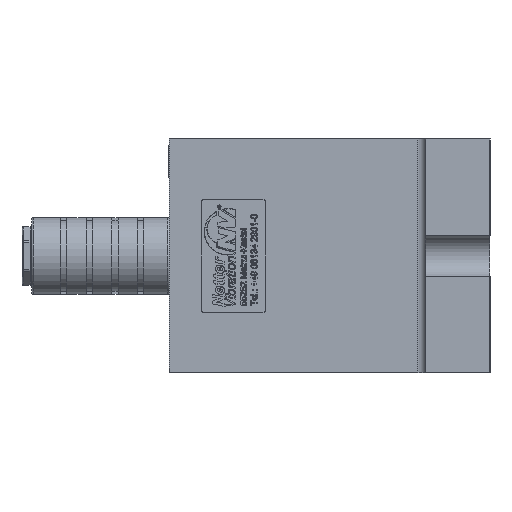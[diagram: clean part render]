
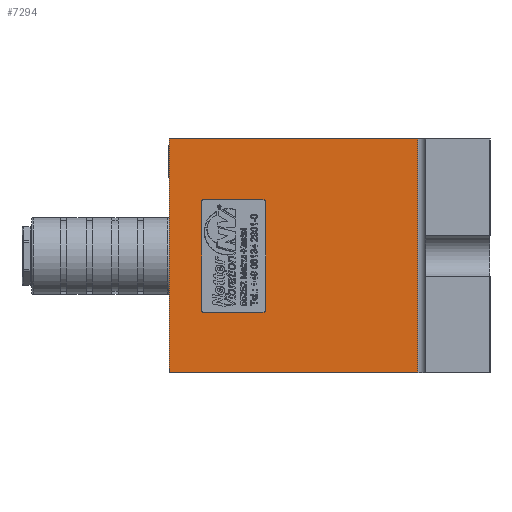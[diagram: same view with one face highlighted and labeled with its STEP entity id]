
A CAD part, left-side view. The second image highlights one B-rep face of the part: STEP entity #7294.
In plain terms, the highlighted planar face has unit normal (-1, 0, 0).
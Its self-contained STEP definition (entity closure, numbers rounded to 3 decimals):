
#235 = CARTESIAN_POINT ( 'NONE',  ( -50., 40., -17. ) ) ;
#385 = CARTESIAN_POINT ( 'NONE',  ( -50., 40., 17. ) ) ;
#401 = DIRECTION ( 'NONE',  ( 0., 0., -1. ) ) ;
#485 = ORIENTED_EDGE ( 'NONE', *, *, #11872, .T. ) ;
#524 = EDGE_LOOP ( 'NONE', ( #12053, #12246, #15812, #7218 ) ) ;
#1026 = VERTEX_POINT ( 'NONE', #6242 ) ;
#1180 = DIRECTION ( 'NONE',  ( 0., 1., 0. ) ) ;
#1395 = VECTOR ( 'NONE', #1180, 1000. ) ;
#1407 = DIRECTION ( 'NONE',  ( 0., 0., 1. ) ) ;
#1592 = AXIS2_PLACEMENT_3D ( 'NONE', #10771, #15995, #21706 ) ;
#1930 = VERTEX_POINT ( 'NONE', #385 ) ;
#2179 = PLANE ( 'NONE',  #14545 ) ;
#2856 = LINE ( 'NONE', #4933, #7682 ) ;
#2944 = EDGE_CURVE ( 'NONE', #11434, #6301, #17090, .T. ) ;
#3279 = FACE_OUTER_BOUND ( 'NONE', #524, .T. ) ;
#3415 = CARTESIAN_POINT ( 'NONE',  ( -50., 20., -17.5 ) ) ;
#3734 = DIRECTION ( 'NONE',  ( 0., -1., 0. ) ) ;
#3851 = VERTEX_POINT ( 'NONE', #7364 ) ;
#4385 = EDGE_CURVE ( 'NONE', #13903, #18693, #11595, .T. ) ;
#4581 = LINE ( 'NONE', #22522, #24442 ) ;
#4933 = CARTESIAN_POINT ( 'NONE',  ( -50., -27.5, 36.5 ) ) ;
#6016 = CARTESIAN_POINT ( 'NONE',  ( -50., 20.5, 17. ) ) ;
#6242 = CARTESIAN_POINT ( 'NONE',  ( -50., -27.5, -36.5 ) ) ;
#6301 = VERTEX_POINT ( 'NONE', #11468 ) ;
#6945 = CARTESIAN_POINT ( 'NONE',  ( -50., 50., 36.5 ) ) ;
#7218 = ORIENTED_EDGE ( 'NONE', *, *, #21483, .F. ) ;
#7238 = AXIS2_PLACEMENT_3D ( 'NONE', #6016, #21623, #23544 ) ;
#7257 = DIRECTION ( 'NONE',  ( 0., 0., 1. ) ) ;
#7274 = DIRECTION ( 'NONE',  ( 1., 0., 0. ) ) ;
#7294 = ADVANCED_FACE ( 'NONE', ( #7802, #3279 ), #2179, .F. ) ;
#7350 = CARTESIAN_POINT ( 'NONE',  ( -50., 39.5, 17. ) ) ;
#7364 = CARTESIAN_POINT ( 'NONE',  ( -50., 39.5, -17.5 ) ) ;
#7413 = VECTOR ( 'NONE', #1407, 1000. ) ;
#7682 = VECTOR ( 'NONE', #18367, 1000. ) ;
#7802 = FACE_BOUND ( 'NONE', #21169, .T. ) ;
#7959 = CARTESIAN_POINT ( 'NONE',  ( -50., 50., -36.5 ) ) ;
#8308 = ORIENTED_EDGE ( 'NONE', *, *, #10890, .F. ) ;
#8601 = ORIENTED_EDGE ( 'NONE', *, *, #24903, .T. ) ;
#8850 = CARTESIAN_POINT ( 'NONE',  ( -50., 20.5, -17.5 ) ) ;
#8864 = EDGE_CURVE ( 'NONE', #24224, #1930, #4581, .T. ) ;
#9241 = DIRECTION ( 'NONE',  ( 0., 0., -1. ) ) ;
#9557 = CIRCLE ( 'NONE', #1592, 0.5 ) ;
#10771 = CARTESIAN_POINT ( 'NONE',  ( -50., 39.5, -17. ) ) ;
#10834 = CARTESIAN_POINT ( 'NONE',  ( -50., 50., -36.5 ) ) ;
#10890 = EDGE_CURVE ( 'NONE', #3851, #14546, #17110, .T. ) ;
#11434 = VERTEX_POINT ( 'NONE', #20071 ) ;
#11468 = CARTESIAN_POINT ( 'NONE',  ( -50., 20., 17. ) ) ;
#11595 = LINE ( 'NONE', #6945, #17305 ) ;
#11765 = ORIENTED_EDGE ( 'NONE', *, *, #8864, .T. ) ;
#11800 = ORIENTED_EDGE ( 'NONE', *, *, #2944, .T. ) ;
#11848 = DIRECTION ( 'NONE',  ( 1., 0., 0. ) ) ;
#11872 = EDGE_CURVE ( 'NONE', #3851, #24224, #9557, .T. ) ;
#11943 = VECTOR ( 'NONE', #16991, 1000. ) ;
#12053 = ORIENTED_EDGE ( 'NONE', *, *, #21857, .F. ) ;
#12246 = ORIENTED_EDGE ( 'NONE', *, *, #17925, .T. ) ;
#13521 = CARTESIAN_POINT ( 'NONE',  ( -50., 40., -17.5 ) ) ;
#13570 = AXIS2_PLACEMENT_3D ( 'NONE', #7350, #16730, #9241 ) ;
#13652 = CARTESIAN_POINT ( 'NONE',  ( -50., 20., -17. ) ) ;
#13738 = LINE ( 'NONE', #3415, #7413 ) ;
#13807 = VECTOR ( 'NONE', #3734, 1000. ) ;
#13899 = AXIS2_PLACEMENT_3D ( 'NONE', #24477, #7274, #24644 ) ;
#13903 = VERTEX_POINT ( 'NONE', #19505 ) ;
#14545 = AXIS2_PLACEMENT_3D ( 'NONE', #7959, #11848, #401 ) ;
#14546 = VERTEX_POINT ( 'NONE', #8850 ) ;
#14957 = VECTOR ( 'NONE', #17740, 1000. ) ;
#14977 = EDGE_CURVE ( 'NONE', #15266, #14546, #18382, .T. ) ;
#15063 = EDGE_CURVE ( 'NONE', #1930, #18795, #24028, .T. ) ;
#15266 = VERTEX_POINT ( 'NONE', #13652 ) ;
#15368 = ORIENTED_EDGE ( 'NONE', *, *, #14977, .T. ) ;
#15561 = VERTEX_POINT ( 'NONE', #22513 ) ;
#15812 = ORIENTED_EDGE ( 'NONE', *, *, #4385, .T. ) ;
#15995 = DIRECTION ( 'NONE',  ( 1., 0., 0. ) ) ;
#16321 = ORIENTED_EDGE ( 'NONE', *, *, #18030, .F. ) ;
#16730 = DIRECTION ( 'NONE',  ( 1., 0., 0. ) ) ;
#16991 = DIRECTION ( 'NONE',  ( 0., 0., 1. ) ) ;
#17090 = CIRCLE ( 'NONE', #7238, 0.5 ) ;
#17110 = LINE ( 'NONE', #13521, #13807 ) ;
#17305 = VECTOR ( 'NONE', #22309, 1000. ) ;
#17740 = DIRECTION ( 'NONE',  ( 0., -1., 0. ) ) ;
#17925 = EDGE_CURVE ( 'NONE', #1026, #13903, #2856, .T. ) ;
#18030 = EDGE_CURVE ( 'NONE', #15266, #6301, #13738, .T. ) ;
#18367 = DIRECTION ( 'NONE',  ( 0., 0., 1. ) ) ;
#18378 = CARTESIAN_POINT ( 'NONE',  ( -50., 50., 36.5 ) ) ;
#18382 = CIRCLE ( 'NONE', #13899, 0.5 ) ;
#18674 = CARTESIAN_POINT ( 'NONE',  ( -50., 50., -36.5 ) ) ;
#18693 = VERTEX_POINT ( 'NONE', #18378 ) ;
#18795 = VERTEX_POINT ( 'NONE', #22851 ) ;
#19505 = CARTESIAN_POINT ( 'NONE',  ( -50., -27.5, 36.5 ) ) ;
#19943 = CARTESIAN_POINT ( 'NONE',  ( -50., 40., 17.5 ) ) ;
#20071 = CARTESIAN_POINT ( 'NONE',  ( -50., 20.5, 17.5 ) ) ;
#20362 = LINE ( 'NONE', #10834, #1395 ) ;
#21169 = EDGE_LOOP ( 'NONE', ( #16321, #15368, #8308, #485, #11765, #24227, #8601, #11800 ) ) ;
#21483 = EDGE_CURVE ( 'NONE', #15561, #18693, #23951, .T. ) ;
#21623 = DIRECTION ( 'NONE',  ( 1., 0., 0. ) ) ;
#21706 = DIRECTION ( 'NONE',  ( 0., 0., -1. ) ) ;
#21857 = EDGE_CURVE ( 'NONE', #1026, #15561, #20362, .T. ) ;
#22309 = DIRECTION ( 'NONE',  ( 0., 1., 0. ) ) ;
#22442 = LINE ( 'NONE', #19943, #14957 ) ;
#22513 = CARTESIAN_POINT ( 'NONE',  ( -50., 50., -36.5 ) ) ;
#22522 = CARTESIAN_POINT ( 'NONE',  ( -50., 40., -17.5 ) ) ;
#22851 = CARTESIAN_POINT ( 'NONE',  ( -50., 39.5, 17.5 ) ) ;
#23544 = DIRECTION ( 'NONE',  ( 0., 0., -1. ) ) ;
#23951 = LINE ( 'NONE', #18674, #11943 ) ;
#24028 = CIRCLE ( 'NONE', #13570, 0.5 ) ;
#24224 = VERTEX_POINT ( 'NONE', #235 ) ;
#24227 = ORIENTED_EDGE ( 'NONE', *, *, #15063, .T. ) ;
#24442 = VECTOR ( 'NONE', #7257, 1000. ) ;
#24477 = CARTESIAN_POINT ( 'NONE',  ( -50., 20.5, -17. ) ) ;
#24644 = DIRECTION ( 'NONE',  ( 0., 0., -1. ) ) ;
#24903 = EDGE_CURVE ( 'NONE', #18795, #11434, #22442, .T. ) ;
